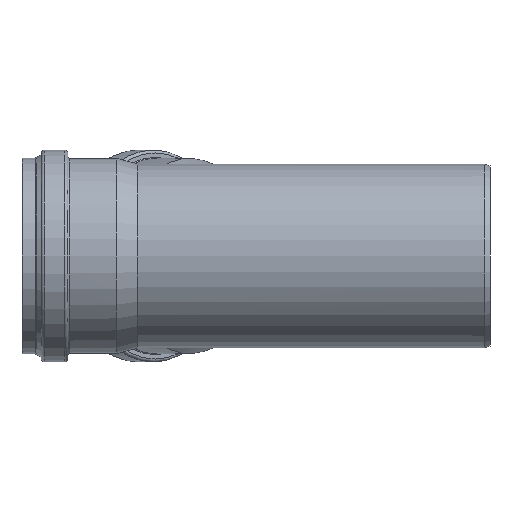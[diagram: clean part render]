
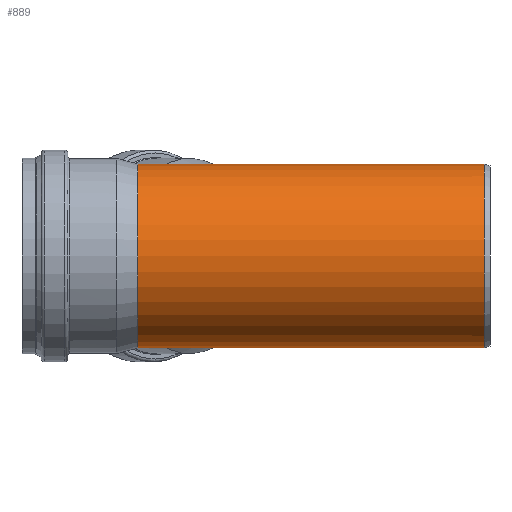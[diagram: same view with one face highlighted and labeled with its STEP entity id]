
A CAD part, left-side view. The second image highlights one B-rep face of the part: STEP entity #889.
In plain terms, the highlighted cylindrical face has radius 125.15 mm (diameter 250.3 mm), a full revolution.
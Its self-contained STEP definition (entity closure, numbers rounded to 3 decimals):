
#67=FACE_BOUND('',#302,.T.);
#135=CIRCLE('',#971,125.15);
#136=CIRCLE('',#974,125.15);
#204=CYLINDRICAL_SURFACE('',#970,125.15);
#223=FACE_OUTER_BOUND('',#301,.T.);
#301=EDGE_LOOP('',(#678));
#302=EDGE_LOOP('',(#679,#680,#681,#682,#683,#684));
#447=ELLIPSE('',#969,331.499,125.15);
#448=ELLIPSE('',#972,135.781,125.15);
#449=ELLIPSE('',#973,331.499,125.15);
#458=B_SPLINE_CURVE_WITH_KNOTS('',3,(#1498,#1499,#1500,#1501,#1502,#1503,
#1504,#1505,#1506,#1507,#1508,#1509,#1510,#1511),.UNSPECIFIED.,.F.,.F.,
(4,2,2,2,2,2,4),(0.932,1.106,1.226,1.268,
1.295,1.311,1.328),.UNSPECIFIED.);
#459=B_SPLINE_CURVE_WITH_KNOTS('',3,(#1514,#1515,#1516,#1517,#1518,#1519,
#1520,#1521,#1522,#1523,#1524,#1525,#1526,#1527),.UNSPECIFIED.,.F.,.F.,
(4,2,2,2,2,2,4),(0.,0.021,0.039,0.062,
0.103,0.203,0.31),.UNSPECIFIED.);
#482=VERTEX_POINT('',#1476);
#483=VERTEX_POINT('',#1478);
#484=VERTEX_POINT('',#1491);
#485=VERTEX_POINT('',#1493);
#486=VERTEX_POINT('',#1495);
#487=VERTEX_POINT('',#1497);
#488=VERTEX_POINT('',#1512);
#573=EDGE_CURVE('',#482,#483,#447,.T.);
#575=EDGE_CURVE('',#484,#484,#135,.T.);
#576=EDGE_CURVE('',#485,#482,#448,.T.);
#577=EDGE_CURVE('',#486,#485,#449,.T.);
#578=EDGE_CURVE('',#486,#487,#458,.T.);
#579=EDGE_CURVE('',#488,#487,#136,.T.);
#580=EDGE_CURVE('',#488,#483,#459,.T.);
#678=ORIENTED_EDGE('',*,*,#575,.T.);
#679=ORIENTED_EDGE('',*,*,#573,.F.);
#680=ORIENTED_EDGE('',*,*,#576,.F.);
#681=ORIENTED_EDGE('',*,*,#577,.F.);
#682=ORIENTED_EDGE('',*,*,#578,.T.);
#683=ORIENTED_EDGE('',*,*,#579,.F.);
#684=ORIENTED_EDGE('',*,*,#580,.T.);
#889=ADVANCED_FACE('',(#223,#67),#204,.T.);
#969=AXIS2_PLACEMENT_3D('',#1479,#1121,#1122);
#970=AXIS2_PLACEMENT_3D('',#1490,#1123,#1124);
#971=AXIS2_PLACEMENT_3D('',#1492,#1125,#1126);
#972=AXIS2_PLACEMENT_3D('',#1494,#1127,#1128);
#973=AXIS2_PLACEMENT_3D('',#1496,#1129,#1130);
#974=AXIS2_PLACEMENT_3D('',#1513,#1131,#1132);
#1121=DIRECTION('center_axis',(0.926,-0.378,0.));
#1122=DIRECTION('ref_axis',(0.378,0.926,0.));
#1123=DIRECTION('center_axis',(0.,1.,0.));
#1124=DIRECTION('ref_axis',(1.,0.,0.));
#1125=DIRECTION('center_axis',(0.,1.,0.));
#1126=DIRECTION('ref_axis',(1.,0.,0.));
#1127=DIRECTION('center_axis',(0.388,0.922,0.));
#1128=DIRECTION('ref_axis',(0.922,-0.388,0.));
#1129=DIRECTION('center_axis',(0.926,-0.378,0.));
#1130=DIRECTION('ref_axis',(0.378,0.926,0.));
#1131=DIRECTION('center_axis',(0.,1.,0.));
#1132=DIRECTION('ref_axis',(1.,0.,0.));
#1476=CARTESIAN_POINT('',(0.,189.,-125.15));
#1478=CARTESIAN_POINT('',(117.491,477.18,-43.11));
#1479=CARTESIAN_POINT('Origin',(0.,189.,0.));
#1490=CARTESIAN_POINT('Origin',(0.,244.066,0.));
#1491=CARTESIAN_POINT('',(125.15,8.,0.));
#1492=CARTESIAN_POINT('Origin',(0.,8.,0.));
#1493=CARTESIAN_POINT('',(0.,189.,125.15));
#1494=CARTESIAN_POINT('Origin',(0.,189.,0.));
#1495=CARTESIAN_POINT('',(117.491,477.18,43.11));
#1496=CARTESIAN_POINT('Origin',(0.,189.,0.));
#1497=CARTESIAN_POINT('',(117.338,480.131,43.523));
#1498=CARTESIAN_POINT('Ctrl Pts',(117.491,477.18,43.11));
#1499=CARTESIAN_POINT('Ctrl Pts',(117.532,477.763,42.997));
#1500=CARTESIAN_POINT('Ctrl Pts',(117.556,478.282,42.931));
#1501=CARTESIAN_POINT('Ctrl Pts',(117.564,479.017,42.909));
#1502=CARTESIAN_POINT('Ctrl Pts',(117.559,479.381,42.922));
#1503=CARTESIAN_POINT('Ctrl Pts',(117.514,479.764,43.045));
#1504=CARTESIAN_POINT('Ctrl Pts',(117.498,479.863,43.089));
#1505=CARTESIAN_POINT('Ctrl Pts',(117.46,479.997,43.193));
#1506=CARTESIAN_POINT('Ctrl Pts',(117.442,480.042,43.241));
#1507=CARTESIAN_POINT('Ctrl Pts',(117.409,480.093,43.332));
#1508=CARTESIAN_POINT('Ctrl Pts',(117.396,480.108,43.367));
#1509=CARTESIAN_POINT('Ctrl Pts',(117.368,480.127,43.443));
#1510=CARTESIAN_POINT('Ctrl Pts',(117.353,480.131,43.483));
#1511=CARTESIAN_POINT('Ctrl Pts',(117.338,480.131,43.523));
#1512=CARTESIAN_POINT('',(117.338,480.131,-43.523));
#1513=CARTESIAN_POINT('Origin',(0.,480.131,0.));
#1514=CARTESIAN_POINT('Ctrl Pts',(117.338,480.131,-43.523));
#1515=CARTESIAN_POINT('Ctrl Pts',(117.362,480.131,-43.459));
#1516=CARTESIAN_POINT('Ctrl Pts',(117.385,480.12,-43.396));
#1517=CARTESIAN_POINT('Ctrl Pts',(117.427,480.07,-43.283));
#1518=CARTESIAN_POINT('Ctrl Pts',(117.445,480.035,-43.235));
#1519=CARTESIAN_POINT('Ctrl Pts',(117.479,479.938,-43.141));
#1520=CARTESIAN_POINT('Ctrl Pts',(117.494,479.873,-43.1));
#1521=CARTESIAN_POINT('Ctrl Pts',(117.527,479.683,-43.01));
#1522=CARTESIAN_POINT('Ctrl Pts',(117.54,479.543,-42.975));
#1523=CARTESIAN_POINT('Ctrl Pts',(117.567,479.083,-42.901));
#1524=CARTESIAN_POINT('Ctrl Pts',(117.563,478.699,-42.911));
#1525=CARTESIAN_POINT('Ctrl Pts',(117.543,478.012,-42.968));
#1526=CARTESIAN_POINT('Ctrl Pts',(117.521,477.613,-43.026));
#1527=CARTESIAN_POINT('Ctrl Pts',(117.491,477.18,-43.11));
